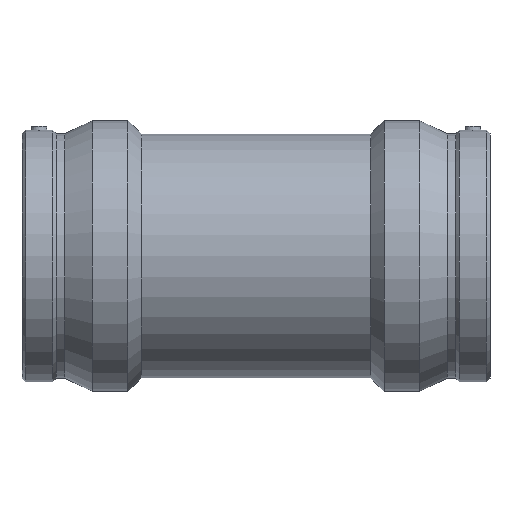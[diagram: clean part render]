
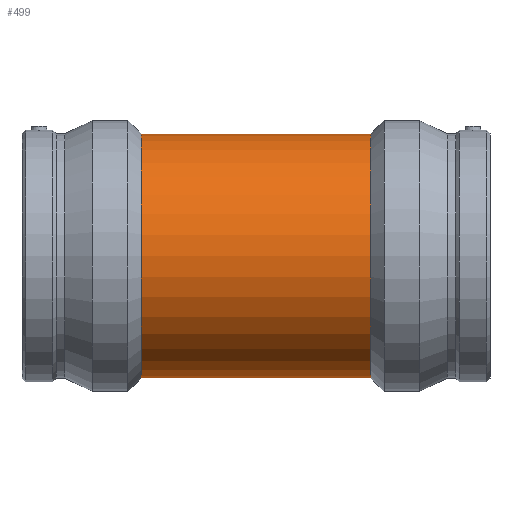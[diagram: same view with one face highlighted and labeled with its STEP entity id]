
A CAD part, top view. The second image highlights one B-rep face of the part: STEP entity #499.
In plain terms, the highlighted cylindrical face has radius 117.45 mm (diameter 234.9 mm), a full revolution.
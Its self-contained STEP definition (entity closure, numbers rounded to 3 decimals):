
#30=B_SPLINE_CURVE_WITH_KNOTS('',3,(#865,#866,#867,#868,#869,#870,#871,
#872,#873,#874,#875,#876,#877,#878,#879,#880,#881,#882,#883,#884,#885,#886,
#887,#888,#889,#890,#891,#892,#893,#894,#895,#896,#897,#898,#899,#900,#901,
#902,#903,#904,#905,#906,#907,#908,#909,#910,#911,#912,#913,#914,#915,#916,
#917,#918,#919,#920,#921,#922,#923,#924,#925,#926,#927,#928,#929,#930,#931,
#932,#933,#934,#935,#936,#937,#938),.UNSPECIFIED.,.T.,.F.,(4,2,2,2,2,2,
2,2,2,2,2,2,2,2,2,2,2,2,2,2,2,2,2,2,2,2,2,2,2,2,2,2,2,2,2,2,4),(0.,2.277,
3.415,4.553,6.83,9.106,11.228,
13.349,15.47,17.592,19.713,21.834,
23.956,26.077,28.354,30.63,31.768,
32.907,35.183,37.46,38.598,39.736,
42.013,44.29,46.411,48.532,50.654,
52.775,54.896,57.018,59.139,61.26,
63.537,65.813,66.952,68.09,70.366),
 .UNSPECIFIED.);
#69=FACE_BOUND('',#187,.T.);
#70=FACE_BOUND('',#188,.T.);
#117=FACE_OUTER_BOUND('',#186,.T.);
#186=EDGE_LOOP('',(#412));
#187=EDGE_LOOP('',(#413));
#188=EDGE_LOOP('',(#414));
#251=CIRCLE('',#568,117.45);
#252=CIRCLE('',#570,117.45);
#276=VERTEX_POINT('',#864);
#297=VERTEX_POINT('',#1066);
#298=VERTEX_POINT('',#1069);
#322=EDGE_CURVE('',#276,#276,#30,.T.);
#343=EDGE_CURVE('',#297,#297,#251,.T.);
#344=EDGE_CURVE('',#298,#298,#252,.T.);
#412=ORIENTED_EDGE('',*,*,#343,.T.);
#413=ORIENTED_EDGE('',*,*,#322,.T.);
#414=ORIENTED_EDGE('',*,*,#344,.F.);
#465=CYLINDRICAL_SURFACE('',#569,117.45);
#499=ADVANCED_FACE('',(#117,#69,#70),#465,.T.);
#568=AXIS2_PLACEMENT_3D('',#1067,#704,#705);
#569=AXIS2_PLACEMENT_3D('',#1068,#706,#707);
#570=AXIS2_PLACEMENT_3D('',#1070,#708,#709);
#704=DIRECTION('center_axis',(1.,0.,0.));
#705=DIRECTION('ref_axis',(0.,0.,-1.));
#706=DIRECTION('center_axis',(1.,0.,0.));
#707=DIRECTION('ref_axis',(0.,1.,0.));
#708=DIRECTION('center_axis',(1.,0.,0.));
#709=DIRECTION('ref_axis',(0.,0.,-1.));
#864=CARTESIAN_POINT('',(0.,-105.,-52.626));
#865=CARTESIAN_POINT('Ctrl Pts',(0.,-105.,-52.626));
#866=CARTESIAN_POINT('Ctrl Pts',(7.589,-105.,-52.626));
#867=CARTESIAN_POINT('Ctrl Pts',(14.73,-104.195,-54.283));
#868=CARTESIAN_POINT('Ctrl Pts',(24.964,-102.049,-58.161));
#869=CARTESIAN_POINT('Ctrl Pts',(28.296,-101.173,-59.685));
#870=CARTESIAN_POINT('Ctrl Pts',(34.817,-99.119,-63.039));
#871=CARTESIAN_POINT('Ctrl Pts',(38.006,-97.939,-64.869));
#872=CARTESIAN_POINT('Ctrl Pts',(47.364,-93.956,-70.63));
#873=CARTESIAN_POINT('Ctrl Pts',(53.311,-90.708,-74.819));
#874=CARTESIAN_POINT('Ctrl Pts',(64.43,-83.179,-83.109));
#875=CARTESIAN_POINT('Ctrl Pts',(69.598,-78.894,-87.214));
#876=CARTESIAN_POINT('Ctrl Pts',(78.577,-69.915,-94.539));
#877=CARTESIAN_POINT('Ctrl Pts',(82.761,-64.962,-98.056));
#878=CARTESIAN_POINT('Ctrl Pts',(90.314,-53.97,-104.51));
#879=CARTESIAN_POINT('Ctrl Pts',(93.684,-47.931,-107.445));
#880=CARTESIAN_POINT('Ctrl Pts',(99.214,-35.078,-112.3));
#881=CARTESIAN_POINT('Ctrl Pts',(101.381,-28.249,-114.224));
#882=CARTESIAN_POINT('Ctrl Pts',(104.275,-14.246,-116.8));
#883=CARTESIAN_POINT('Ctrl Pts',(105.,-7.071,-117.45));
#884=CARTESIAN_POINT('Ctrl Pts',(105.,7.071,-117.45));
#885=CARTESIAN_POINT('Ctrl Pts',(104.275,14.246,-116.8));
#886=CARTESIAN_POINT('Ctrl Pts',(101.381,28.249,-114.224));
#887=CARTESIAN_POINT('Ctrl Pts',(99.214,35.078,-112.3));
#888=CARTESIAN_POINT('Ctrl Pts',(93.684,47.931,-107.445));
#889=CARTESIAN_POINT('Ctrl Pts',(90.314,53.97,-104.51));
#890=CARTESIAN_POINT('Ctrl Pts',(82.761,64.962,-98.056));
#891=CARTESIAN_POINT('Ctrl Pts',(78.577,69.915,-94.539));
#892=CARTESIAN_POINT('Ctrl Pts',(69.598,78.894,-87.214));
#893=CARTESIAN_POINT('Ctrl Pts',(64.43,83.179,-83.109));
#894=CARTESIAN_POINT('Ctrl Pts',(53.311,90.708,-74.819));
#895=CARTESIAN_POINT('Ctrl Pts',(47.364,93.956,-70.63));
#896=CARTESIAN_POINT('Ctrl Pts',(38.006,97.939,-64.869));
#897=CARTESIAN_POINT('Ctrl Pts',(34.817,99.119,-63.039));
#898=CARTESIAN_POINT('Ctrl Pts',(28.296,101.173,-59.685));
#899=CARTESIAN_POINT('Ctrl Pts',(24.964,102.049,-58.161));
#900=CARTESIAN_POINT('Ctrl Pts',(14.73,104.195,-54.283));
#901=CARTESIAN_POINT('Ctrl Pts',(7.589,105.,-52.626));
#902=CARTESIAN_POINT('Ctrl Pts',(-7.589,105.,-52.626));
#903=CARTESIAN_POINT('Ctrl Pts',(-14.73,104.195,-54.283));
#904=CARTESIAN_POINT('Ctrl Pts',(-24.964,102.049,-58.161));
#905=CARTESIAN_POINT('Ctrl Pts',(-28.296,101.173,-59.685));
#906=CARTESIAN_POINT('Ctrl Pts',(-34.817,99.119,-63.039));
#907=CARTESIAN_POINT('Ctrl Pts',(-38.006,97.939,-64.869));
#908=CARTESIAN_POINT('Ctrl Pts',(-47.364,93.956,-70.63));
#909=CARTESIAN_POINT('Ctrl Pts',(-53.311,90.708,-74.819));
#910=CARTESIAN_POINT('Ctrl Pts',(-64.43,83.179,-83.109));
#911=CARTESIAN_POINT('Ctrl Pts',(-69.598,78.894,-87.214));
#912=CARTESIAN_POINT('Ctrl Pts',(-78.577,69.915,-94.539));
#913=CARTESIAN_POINT('Ctrl Pts',(-82.761,64.962,-98.056));
#914=CARTESIAN_POINT('Ctrl Pts',(-90.314,53.97,-104.51));
#915=CARTESIAN_POINT('Ctrl Pts',(-93.684,47.931,-107.445));
#916=CARTESIAN_POINT('Ctrl Pts',(-99.214,35.078,-112.3));
#917=CARTESIAN_POINT('Ctrl Pts',(-101.381,28.249,-114.224));
#918=CARTESIAN_POINT('Ctrl Pts',(-104.275,14.246,-116.8));
#919=CARTESIAN_POINT('Ctrl Pts',(-105.,7.071,-117.45));
#920=CARTESIAN_POINT('Ctrl Pts',(-105.,-7.071,-117.45));
#921=CARTESIAN_POINT('Ctrl Pts',(-104.275,-14.246,-116.8));
#922=CARTESIAN_POINT('Ctrl Pts',(-101.381,-28.249,-114.224));
#923=CARTESIAN_POINT('Ctrl Pts',(-99.214,-35.078,-112.3));
#924=CARTESIAN_POINT('Ctrl Pts',(-93.684,-47.931,-107.445));
#925=CARTESIAN_POINT('Ctrl Pts',(-90.314,-53.97,-104.51));
#926=CARTESIAN_POINT('Ctrl Pts',(-82.761,-64.962,-98.056));
#927=CARTESIAN_POINT('Ctrl Pts',(-78.577,-69.915,-94.539));
#928=CARTESIAN_POINT('Ctrl Pts',(-69.598,-78.894,-87.214));
#929=CARTESIAN_POINT('Ctrl Pts',(-64.43,-83.179,-83.109));
#930=CARTESIAN_POINT('Ctrl Pts',(-53.311,-90.708,-74.819));
#931=CARTESIAN_POINT('Ctrl Pts',(-47.364,-93.956,-70.63));
#932=CARTESIAN_POINT('Ctrl Pts',(-38.006,-97.939,-64.869));
#933=CARTESIAN_POINT('Ctrl Pts',(-34.817,-99.119,-63.039));
#934=CARTESIAN_POINT('Ctrl Pts',(-28.296,-101.173,-59.685));
#935=CARTESIAN_POINT('Ctrl Pts',(-24.964,-102.049,-58.161));
#936=CARTESIAN_POINT('Ctrl Pts',(-14.73,-104.195,-54.283));
#937=CARTESIAN_POINT('Ctrl Pts',(-7.589,-105.,-52.626));
#938=CARTESIAN_POINT('Ctrl Pts',(0.,-105.,-52.626));
#1066=CARTESIAN_POINT('',(-110.495,117.45,0.));
#1067=CARTESIAN_POINT('Origin',(-110.495,0.,0.));
#1068=CARTESIAN_POINT('Origin',(0.,0.,0.));
#1069=CARTESIAN_POINT('',(110.495,117.45,0.));
#1070=CARTESIAN_POINT('Origin',(110.495,0.,0.));
